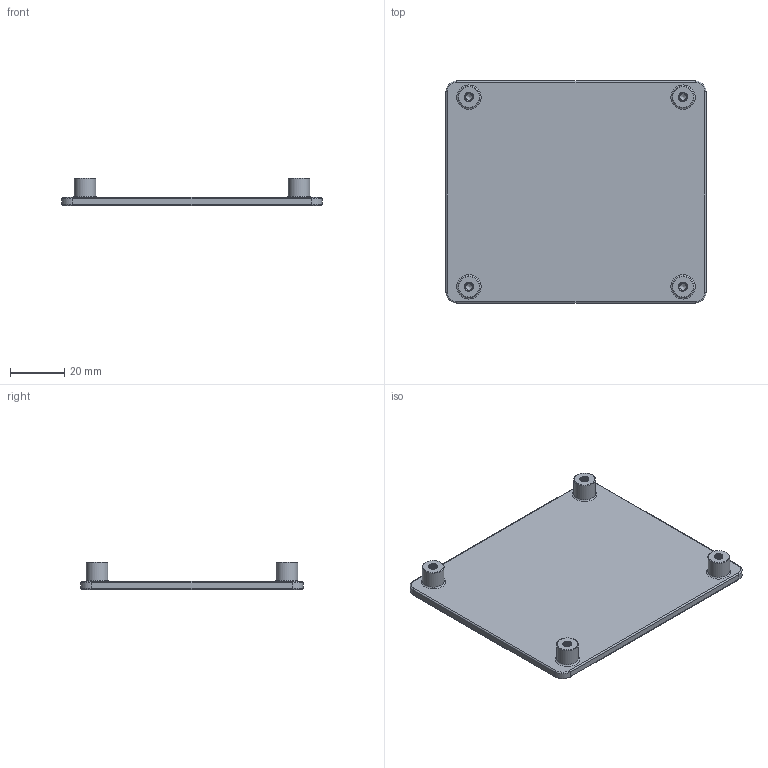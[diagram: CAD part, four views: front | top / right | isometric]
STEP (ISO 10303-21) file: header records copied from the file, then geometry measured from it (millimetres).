
FILE_DESCRIPTION(/* description */ (''),/* implementation_level */ '2;1');
FILE_NAME(/* name */ 'EM_V3_Base v8.step',/* time_stamp */ '2025-04-03T17:01:16-04:00',/* author */ (''),/* organization */ (''),/* preprocessor_version */ 'ST-DEVELOPER v20.1',/* originating_system */ 'Autodesk Translation Framework v14.4.0.0',/* authorisation */ '');
FILE_SCHEMA (('AUTOMOTIVE_DESIGN { 1 0 10303 214 3 1 1 }'));
Length unit declared in the file: millimetre
Products named in the file (2): EM_V3_Base; BoardMountLite
Assembly tree (1 placements, depth 2):
  EM_V3_Base
    BoardMountLite
Bounding box: 96 x 82 x 10 mm (x, y, z)
Volume: 24775.5 mm3; surface area: 17681 mm2
Topology: 1 solids, 1 shells, 190 faces, 528 edges, 344 vertices
Faces by surface type: cylinder 132, torus 24, bspline 16, plane 14, cone 4
Full cylindrical faces by diameter (mm): 2.529 x24, 3.086 x12, 8 x4
Entity records: 13277 total; most frequent: CARTESIAN_POINT 8925, ORIENTED_EDGE 1048, DIRECTION 678, EDGE_CURVE 524, VERTEX_POINT 344, B_SPLINE_CURVE_WITH_KNOTS 292, AXIS2_PLACEMENT_3D 269, EDGE_LOOP 198
